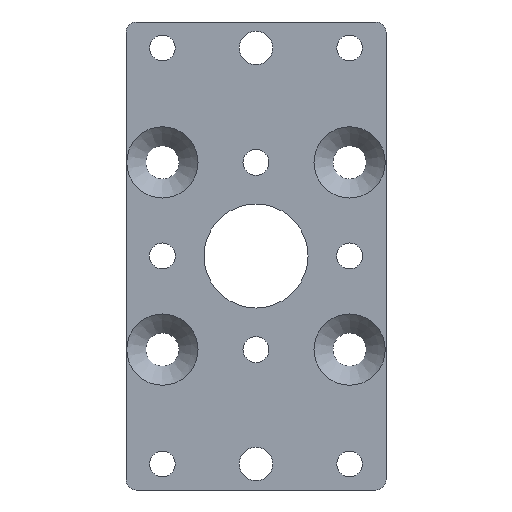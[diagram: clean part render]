
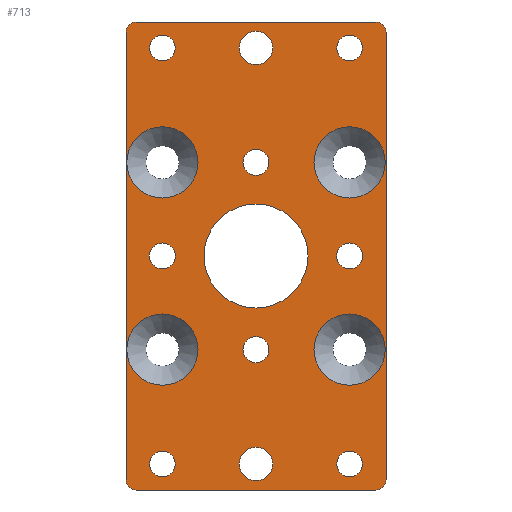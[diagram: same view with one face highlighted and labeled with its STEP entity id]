
A CAD part, front view. The second image highlights one B-rep face of the part: STEP entity #713.
In plain terms, the highlighted planar face has unit normal (0, -1, 0).
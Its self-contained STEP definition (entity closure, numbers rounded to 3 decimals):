
#62=CIRCLE('',#767,10.);
#63=CIRCLE('',#768,3.2);
#64=CIRCLE('',#769,3.2);
#65=CIRCLE('',#770,2.5);
#66=CIRCLE('',#771,2.5);
#67=CIRCLE('',#772,2.5);
#68=CIRCLE('',#773,2.5);
#69=CIRCLE('',#774,2.459);
#70=CIRCLE('',#775,2.459);
#71=CIRCLE('',#776,2.459);
#72=CIRCLE('',#777,2.459);
#73=CIRCLE('',#778,6.855);
#74=CIRCLE('',#779,6.855);
#75=CIRCLE('',#780,6.855);
#76=CIRCLE('',#781,6.855);
#77=CIRCLE('',#782,2.);
#78=CIRCLE('',#783,2.);
#79=CIRCLE('',#784,2.);
#80=CIRCLE('',#785,2.);
#124=ORIENTED_EDGE('',*,*,#236,.F.);
#125=ORIENTED_EDGE('',*,*,#237,.T.);
#126=ORIENTED_EDGE('',*,*,#238,.T.);
#127=ORIENTED_EDGE('',*,*,#239,.T.);
#128=ORIENTED_EDGE('',*,*,#240,.T.);
#129=ORIENTED_EDGE('',*,*,#241,.T.);
#130=ORIENTED_EDGE('',*,*,#242,.T.);
#131=ORIENTED_EDGE('',*,*,#243,.T.);
#132=ORIENTED_EDGE('',*,*,#244,.T.);
#133=ORIENTED_EDGE('',*,*,#245,.T.);
#134=ORIENTED_EDGE('',*,*,#246,.T.);
#135=ORIENTED_EDGE('',*,*,#247,.T.);
#136=ORIENTED_EDGE('',*,*,#248,.T.);
#137=ORIENTED_EDGE('',*,*,#249,.T.);
#138=ORIENTED_EDGE('',*,*,#250,.T.);
#139=ORIENTED_EDGE('',*,*,#207,.F.);
#140=ORIENTED_EDGE('',*,*,#251,.T.);
#141=ORIENTED_EDGE('',*,*,#201,.F.);
#142=ORIENTED_EDGE('',*,*,#252,.T.);
#143=ORIENTED_EDGE('',*,*,#215,.F.);
#144=ORIENTED_EDGE('',*,*,#253,.T.);
#145=ORIENTED_EDGE('',*,*,#211,.F.);
#146=ORIENTED_EDGE('',*,*,#254,.T.);
#201=EDGE_CURVE('',#259,#260,#309,.T.);
#207=EDGE_CURVE('',#265,#266,#315,.T.);
#211=EDGE_CURVE('',#269,#270,#319,.T.);
#215=EDGE_CURVE('',#273,#274,#323,.T.);
#236=EDGE_CURVE('',#290,#290,#62,.F.);
#237=EDGE_CURVE('',#291,#291,#63,.T.);
#238=EDGE_CURVE('',#292,#292,#64,.T.);
#239=EDGE_CURVE('',#293,#293,#65,.T.);
#240=EDGE_CURVE('',#294,#294,#66,.T.);
#241=EDGE_CURVE('',#295,#295,#67,.T.);
#242=EDGE_CURVE('',#296,#296,#68,.T.);
#243=EDGE_CURVE('',#297,#297,#69,.T.);
#244=EDGE_CURVE('',#298,#298,#70,.T.);
#245=EDGE_CURVE('',#299,#299,#71,.T.);
#246=EDGE_CURVE('',#300,#300,#72,.T.);
#247=EDGE_CURVE('',#301,#301,#73,.T.);
#248=EDGE_CURVE('',#302,#302,#74,.T.);
#249=EDGE_CURVE('',#303,#303,#75,.T.);
#250=EDGE_CURVE('',#304,#304,#76,.T.);
#251=EDGE_CURVE('',#265,#260,#77,.F.);
#252=EDGE_CURVE('',#259,#274,#78,.F.);
#253=EDGE_CURVE('',#273,#270,#79,.F.);
#254=EDGE_CURVE('',#269,#266,#80,.F.);
#259=VERTEX_POINT('',#976);
#260=VERTEX_POINT('',#977);
#265=VERTEX_POINT('',#988);
#266=VERTEX_POINT('',#990);
#269=VERTEX_POINT('',#997);
#270=VERTEX_POINT('',#999);
#273=VERTEX_POINT('',#1006);
#274=VERTEX_POINT('',#1008);
#290=VERTEX_POINT('',#1047);
#291=VERTEX_POINT('',#1049);
#292=VERTEX_POINT('',#1051);
#293=VERTEX_POINT('',#1053);
#294=VERTEX_POINT('',#1055);
#295=VERTEX_POINT('',#1057);
#296=VERTEX_POINT('',#1059);
#297=VERTEX_POINT('',#1061);
#298=VERTEX_POINT('',#1063);
#299=VERTEX_POINT('',#1065);
#300=VERTEX_POINT('',#1067);
#301=VERTEX_POINT('',#1069);
#302=VERTEX_POINT('',#1071);
#303=VERTEX_POINT('',#1073);
#304=VERTEX_POINT('',#1075);
#309=LINE('',#975,#325);
#315=LINE('',#989,#331);
#319=LINE('',#998,#335);
#323=LINE('',#1007,#339);
#325=VECTOR('',#817,1000.);
#331=VECTOR('',#825,1000.);
#335=VECTOR('',#831,1000.);
#339=VECTOR('',#837,1000.);
#361=EDGE_LOOP('',(#124));
#362=EDGE_LOOP('',(#125));
#363=EDGE_LOOP('',(#126));
#364=EDGE_LOOP('',(#127));
#365=EDGE_LOOP('',(#128));
#366=EDGE_LOOP('',(#129));
#367=EDGE_LOOP('',(#130));
#368=EDGE_LOOP('',(#131));
#369=EDGE_LOOP('',(#132));
#370=EDGE_LOOP('',(#133));
#371=EDGE_LOOP('',(#134));
#372=EDGE_LOOP('',(#135));
#373=EDGE_LOOP('',(#136));
#374=EDGE_LOOP('',(#137));
#375=EDGE_LOOP('',(#138));
#376=EDGE_LOOP('',(#139,#140,#141,#142,#143,#144,#145,#146));
#439=FACE_BOUND('',#361,.T.);
#440=FACE_BOUND('',#362,.T.);
#441=FACE_BOUND('',#363,.T.);
#442=FACE_BOUND('',#364,.T.);
#443=FACE_BOUND('',#365,.T.);
#444=FACE_BOUND('',#366,.T.);
#445=FACE_BOUND('',#367,.T.);
#446=FACE_BOUND('',#368,.T.);
#447=FACE_BOUND('',#369,.T.);
#448=FACE_BOUND('',#370,.T.);
#449=FACE_BOUND('',#371,.T.);
#450=FACE_BOUND('',#372,.T.);
#451=FACE_BOUND('',#373,.T.);
#452=FACE_BOUND('',#374,.T.);
#453=FACE_BOUND('',#375,.T.);
#454=FACE_BOUND('',#376,.T.);
#502=PLANE('',#766);
#713=ADVANCED_FACE('',(#439,#440,#441,#442,#443,#444,#445,#446,#447,#448,
#449,#450,#451,#452,#453,#454),#502,.F.);
#766=AXIS2_PLACEMENT_3D('',#1045,#879,#880);
#767=AXIS2_PLACEMENT_3D('',#1046,#881,#882);
#768=AXIS2_PLACEMENT_3D('',#1048,#883,#884);
#769=AXIS2_PLACEMENT_3D('',#1050,#885,#886);
#770=AXIS2_PLACEMENT_3D('',#1052,#887,#888);
#771=AXIS2_PLACEMENT_3D('',#1054,#889,#890);
#772=AXIS2_PLACEMENT_3D('',#1056,#891,#892);
#773=AXIS2_PLACEMENT_3D('',#1058,#893,#894);
#774=AXIS2_PLACEMENT_3D('',#1060,#895,#896);
#775=AXIS2_PLACEMENT_3D('',#1062,#897,#898);
#776=AXIS2_PLACEMENT_3D('',#1064,#899,#900);
#777=AXIS2_PLACEMENT_3D('',#1066,#901,#902);
#778=AXIS2_PLACEMENT_3D('',#1068,#903,#904);
#779=AXIS2_PLACEMENT_3D('',#1070,#905,#906);
#780=AXIS2_PLACEMENT_3D('',#1072,#907,#908);
#781=AXIS2_PLACEMENT_3D('',#1074,#909,#910);
#782=AXIS2_PLACEMENT_3D('',#1076,#911,#912);
#783=AXIS2_PLACEMENT_3D('',#1077,#913,#914);
#784=AXIS2_PLACEMENT_3D('',#1078,#915,#916);
#785=AXIS2_PLACEMENT_3D('',#1079,#917,#918);
#817=DIRECTION('',(1.,0.,0.));
#825=DIRECTION('',(0.,0.,-1.));
#831=DIRECTION('',(-1.,0.,0.));
#837=DIRECTION('',(0.,0.,1.));
#879=DIRECTION('',(0.,1.,0.));
#880=DIRECTION('',(0.,0.,1.));
#881=DIRECTION('',(0.,1.,0.));
#882=DIRECTION('',(0.,0.,1.));
#883=DIRECTION('',(0.,1.,0.));
#884=DIRECTION('',(0.,0.,1.));
#885=DIRECTION('',(0.,1.,0.));
#886=DIRECTION('',(0.,0.,1.));
#887=DIRECTION('',(0.,1.,0.));
#888=DIRECTION('',(0.,0.,-1.));
#889=DIRECTION('',(0.,1.,0.));
#890=DIRECTION('',(0.,0.,-1.));
#891=DIRECTION('',(0.,1.,0.));
#892=DIRECTION('',(0.,0.,-1.));
#893=DIRECTION('',(0.,1.,0.));
#894=DIRECTION('',(0.,0.,-1.));
#895=DIRECTION('',(0.,1.,0.));
#896=DIRECTION('',(0.,0.,-1.));
#897=DIRECTION('',(0.,1.,0.));
#898=DIRECTION('',(0.,0.,-1.));
#899=DIRECTION('',(0.,1.,0.));
#900=DIRECTION('',(0.,0.,-1.));
#901=DIRECTION('',(0.,1.,0.));
#902=DIRECTION('',(0.,0.,-1.));
#903=DIRECTION('',(0.,1.,0.));
#904=DIRECTION('',(0.,0.,1.));
#905=DIRECTION('',(0.,1.,0.));
#906=DIRECTION('',(0.,0.,1.));
#907=DIRECTION('',(0.,1.,0.));
#908=DIRECTION('',(0.,0.,1.));
#909=DIRECTION('',(0.,1.,0.));
#910=DIRECTION('',(0.,0.,1.));
#911=DIRECTION('',(0.,1.,0.));
#912=DIRECTION('',(0.,0.,1.));
#913=DIRECTION('',(0.,1.,0.));
#914=DIRECTION('',(0.,0.,1.));
#915=DIRECTION('',(0.,1.,0.));
#916=DIRECTION('',(0.,0.,1.));
#917=DIRECTION('',(0.,1.,0.));
#918=DIRECTION('',(0.,0.,1.));
#975=CARTESIAN_POINT('',(-40.,0.,45.));
#976=CARTESIAN_POINT('',(-23.,0.,45.));
#977=CARTESIAN_POINT('',(23.,0.,45.));
#988=CARTESIAN_POINT('',(25.,0.,43.));
#989=CARTESIAN_POINT('',(25.,0.,30.));
#990=CARTESIAN_POINT('',(25.,0.,-43.));
#997=CARTESIAN_POINT('',(23.,0.,-45.));
#998=CARTESIAN_POINT('',(40.,0.,-45.));
#999=CARTESIAN_POINT('',(-23.,0.,-45.));
#1006=CARTESIAN_POINT('',(-25.,0.,-43.));
#1007=CARTESIAN_POINT('',(-25.,0.,-30.));
#1008=CARTESIAN_POINT('',(-25.,0.,43.));
#1045=CARTESIAN_POINT('',(0.,0.,0.));
#1046=CARTESIAN_POINT('',(0.,0.,0.));
#1047=CARTESIAN_POINT('',(0.,0.,10.));
#1048=CARTESIAN_POINT('',(0.,0.,-40.));
#1049=CARTESIAN_POINT('',(0.,0.,-36.8));
#1050=CARTESIAN_POINT('',(0.,0.,40.));
#1051=CARTESIAN_POINT('',(0.,0.,43.2));
#1052=CARTESIAN_POINT('',(0.,0.,18.));
#1053=CARTESIAN_POINT('',(0.,0.,15.5));
#1054=CARTESIAN_POINT('',(0.,0.,-18.));
#1055=CARTESIAN_POINT('',(0.,0.,-20.5));
#1056=CARTESIAN_POINT('',(18.,0.,0.));
#1057=CARTESIAN_POINT('',(18.,0.,-2.5));
#1058=CARTESIAN_POINT('',(-18.,0.,0.));
#1059=CARTESIAN_POINT('',(-18.,0.,-2.5));
#1060=CARTESIAN_POINT('',(-18.,0.,-40.));
#1061=CARTESIAN_POINT('',(-18.,0.,-42.459));
#1062=CARTESIAN_POINT('',(18.,0.,-40.));
#1063=CARTESIAN_POINT('',(18.,0.,-42.459));
#1064=CARTESIAN_POINT('',(18.,0.,40.));
#1065=CARTESIAN_POINT('',(18.,0.,37.542));
#1066=CARTESIAN_POINT('',(-18.,0.,40.));
#1067=CARTESIAN_POINT('',(-18.,0.,37.542));
#1068=CARTESIAN_POINT('',(18.,0.,-18.));
#1069=CARTESIAN_POINT('',(18.,0.,-11.145));
#1070=CARTESIAN_POINT('',(-18.,0.,-18.));
#1071=CARTESIAN_POINT('',(-18.,0.,-11.145));
#1072=CARTESIAN_POINT('',(18.,0.,18.));
#1073=CARTESIAN_POINT('',(18.,0.,24.855));
#1074=CARTESIAN_POINT('',(-18.,0.,18.));
#1075=CARTESIAN_POINT('',(-18.,0.,24.855));
#1076=CARTESIAN_POINT('',(23.,0.,43.));
#1077=CARTESIAN_POINT('',(-23.,0.,43.));
#1078=CARTESIAN_POINT('',(-23.,0.,-43.));
#1079=CARTESIAN_POINT('',(23.,0.,-43.));
